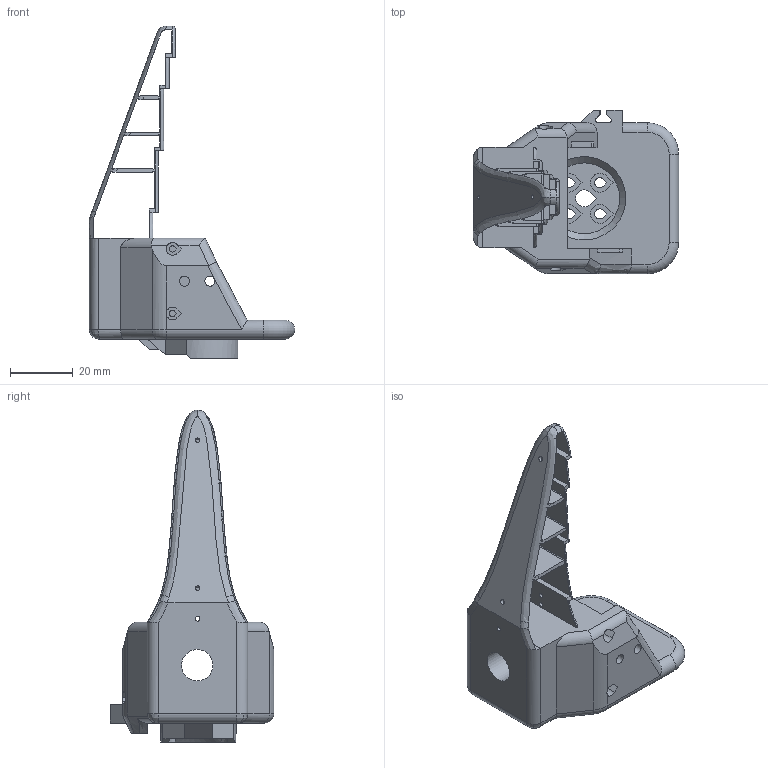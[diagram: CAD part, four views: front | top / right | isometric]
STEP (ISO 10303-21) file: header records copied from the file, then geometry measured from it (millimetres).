
FILE_DESCRIPTION(/* description */ (''),/* implementation_level */ '2;1');
FILE_NAME(/* name */ 'a0f04dad-0f8f-46b8-be02-d65f8d42ead8.stp',/* time_stamp */ '2025-06-15T21:14:44Z',/* author */ (''),/* organization */ (''),/* preprocessor_version */ 'ST-DEVELOPER v20.1',/* originating_system */ 'Autodesk Translation Framework v14.10.0.0',/* authorisation */ '');
FILE_SCHEMA (('AUTOMOTIVE_DESIGN { 1 0 10303 214 3 1 1 }'));
Length unit declared in the file: millimetre
Products named in the file (1): Wrist_Roll_Follower_SO101
Bounding box: 65.2 x 52 x 105.43 mm (x, y, z)
Volume: 43684.5 mm3; surface area: 20364.1 mm2
Topology: 1 solids, 1 shells, 257 faces, 740 edges, 484 vertices
Faces by surface type: plane 153, cylinder 66, bspline 33, torus 3, cone 2
Full cylindrical faces by diameter (mm): 1.5 x6, 3.2 x2, 10 x1
Entity records: 12682 total; most frequent: CARTESIAN_POINT 6167, ORIENTED_EDGE 1476, DIRECTION 1152, EDGE_CURVE 738, VERTEX_POINT 484, LINE 422, VECTOR 422, AXIS2_PLACEMENT_3D 365
